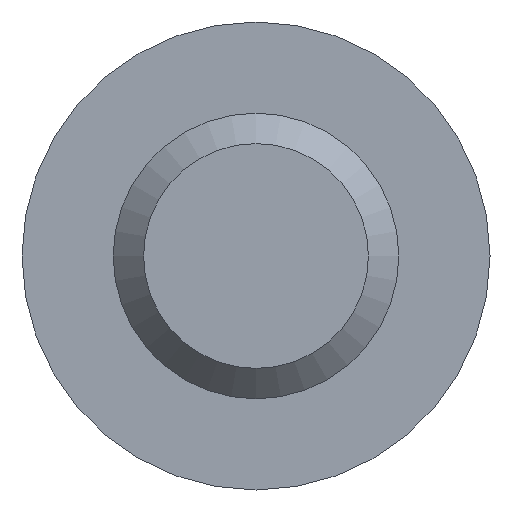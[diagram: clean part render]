
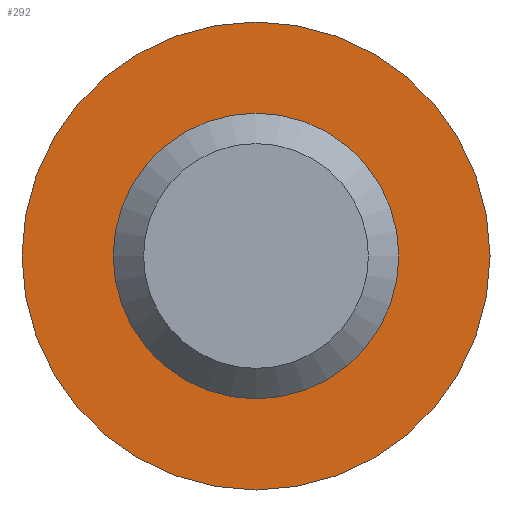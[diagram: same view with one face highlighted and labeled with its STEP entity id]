
A CAD part, front view. The second image highlights one B-rep face of the part: STEP entity #292.
In plain terms, the highlighted planar face has unit normal (0, -1, 0).
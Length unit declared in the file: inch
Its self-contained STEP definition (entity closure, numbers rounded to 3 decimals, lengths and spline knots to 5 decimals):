
#78=PLANE('',#326);
#100=FACE_BOUND('',#132,.T.);
#106=FACE_OUTER_BOUND('',#131,.T.);
#131=EDGE_LOOP('',(#228));
#132=EDGE_LOOP('',(#229));
#151=CIRCLE('',#322,0.094);
#152=CIRCLE('',#324,0.154);
#157=VERTEX_POINT('',#437);
#158=VERTEX_POINT('',#440);
#181=EDGE_CURVE('',#157,#157,#151,.T.);
#182=EDGE_CURVE('',#158,#158,#152,.T.);
#228=ORIENTED_EDGE('',*,*,#182,.F.);
#229=ORIENTED_EDGE('',*,*,#181,.T.);
#292=ADVANCED_FACE('',(#106,#100),#78,.F.);
#322=AXIS2_PLACEMENT_3D('',#438,#357,#358);
#324=AXIS2_PLACEMENT_3D('',#441,#361,#362);
#326=AXIS2_PLACEMENT_3D('',#455,#371,#372);
#357=DIRECTION('center_axis',(0.,1.,0.));
#358=DIRECTION('ref_axis',(1.,0.,0.));
#361=DIRECTION('center_axis',(0.,1.,0.));
#362=DIRECTION('ref_axis',(1.,0.,0.));
#371=DIRECTION('center_axis',(0.,1.,0.));
#372=DIRECTION('ref_axis',(0.,0.,1.));
#437=CARTESIAN_POINT('',(0.,-0.188,0.094));
#438=CARTESIAN_POINT('Origin',(0.,-0.188,0.));
#440=CARTESIAN_POINT('',(0.,-0.188,0.154));
#441=CARTESIAN_POINT('Origin',(0.,-0.188,0.));
#455=CARTESIAN_POINT('Origin',(0.,-0.188,0.));
